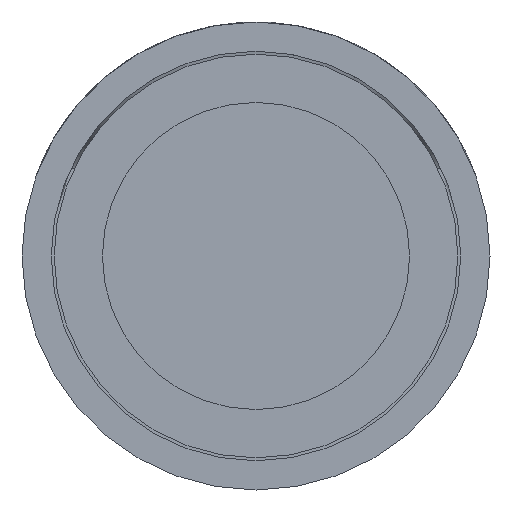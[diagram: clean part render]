
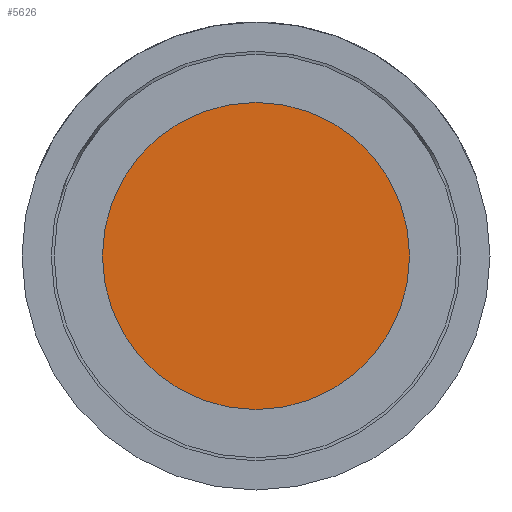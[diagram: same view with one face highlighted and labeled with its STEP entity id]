
A CAD part, front view. The second image highlights one B-rep face of the part: STEP entity #5626.
In plain terms, the highlighted planar face has unit normal (0, -1, 0).
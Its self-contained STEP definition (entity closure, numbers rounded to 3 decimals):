
#5457=CARTESIAN_POINT('',(0.,-10.,0.));
#5458=DIRECTION('',(0.,-1.,0.));
#5459=DIRECTION('',(0.,0.,-1.));
#5460=AXIS2_PLACEMENT_3D('',#5457,#5458,#5459);
#5470=CARTESIAN_POINT('',(0.,-10.,0.));
#5471=DIRECTION('',(0.,1.,0.));
#5472=DIRECTION('',(0.,0.,-1.));
#5473=AXIS2_PLACEMENT_3D('',#5470,#5471,#5472);
#5479=CARTESIAN_POINT('',(0.,-10.,-10.5));
#5481=VERTEX_POINT('',#5479);
#5487=CARTESIAN_POINT('',(0.,-10.,10.5));
#5489=VERTEX_POINT('',#5487);
#5617=CARTESIAN_POINT('',(0.,-10.,0.));
#5618=DIRECTION('',(0.,-1.,0.));
#5619=DIRECTION('',(0.,0.,1.));
#5620=AXIS2_PLACEMENT_3D('',#5617,#5618,#5619);
#5621=PLANE('',#5620);
#5622=ORIENTED_EDGE('',*,*,#5605,.T.);
#5623=ORIENTED_EDGE('',*,*,#5582,.F.);
#5624=EDGE_LOOP('',(#5622,#5623));
#5625=FACE_OUTER_BOUND('',#5624,.F.);
#5626=ADVANCED_FACE('',(#5625),#5621,.T.);
#5461=CIRCLE('',#5460,10.5);
#5474=CIRCLE('',#5473,10.5);
#5582=EDGE_CURVE('',#5481,#5489,#5461,.T.);
#5605=EDGE_CURVE('',#5481,#5489,#5474,.T.);
